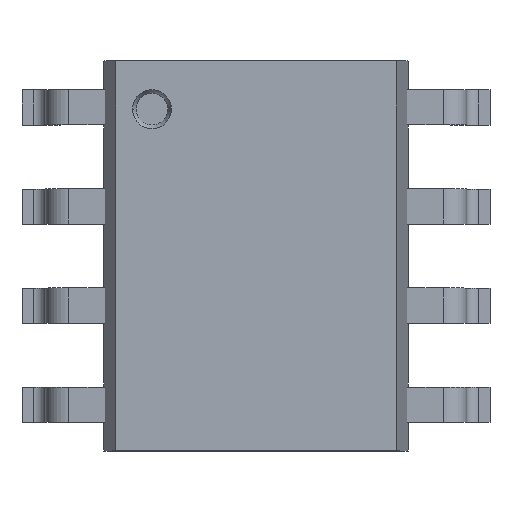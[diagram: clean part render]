
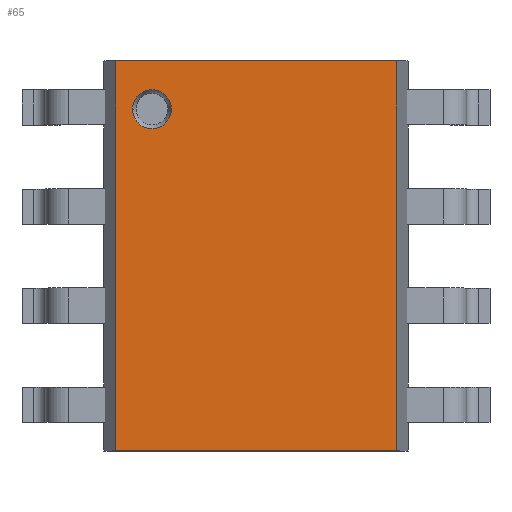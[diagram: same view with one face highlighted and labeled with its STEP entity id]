
A CAD part, top view. The second image highlights one B-rep face of the part: STEP entity #65.
In plain terms, the highlighted planar face has unit normal (0, 0, 1).
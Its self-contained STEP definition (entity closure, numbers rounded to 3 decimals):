
#40 = VERTEX_POINT ( 'NONE', #1691 ) ;
#65 = ADVANCED_FACE ( 'NONE', ( #3541, #3872 ), #2049, .F. ) ;
#96 = EDGE_CURVE ( 'NONE', #2468, #2244, #2846, .T. ) ;
#199 = DIRECTION ( 'NONE',  ( 1., 0., 0. ) ) ;
#225 = EDGE_CURVE ( 'NONE', #40, #1108, #2218, .T. ) ;
#272 = ORIENTED_EDGE ( 'NONE', *, *, #1715, .T. ) ;
#398 = EDGE_CURVE ( 'NONE', #971, #1108, #3546, .T. ) ;
#538 = ORIENTED_EDGE ( 'NONE', *, *, #398, .F. ) ;
#552 = CARTESIAN_POINT ( 'NONE',  ( -1.95, -2.5, 1.8 ) ) ;
#623 = CARTESIAN_POINT ( 'NONE',  ( -1.584, 1.88, 1.8 ) ) ;
#641 = ORIENTED_EDGE ( 'NONE', *, *, #646, .T. ) ;
#646 = EDGE_CURVE ( 'NONE', #1273, #40, #2694, .T. ) ;
#769 = EDGE_LOOP ( 'NONE', ( #538, #272, #641, #3786 ) ) ;
#774 = CARTESIAN_POINT ( 'NONE',  ( 1.95, 2.5, 1.8 ) ) ;
#777 = CARTESIAN_POINT ( 'NONE',  ( -1.8, -2.501, 1.8 ) ) ;
#816 = EDGE_CURVE ( 'NONE', #2244, #2468, #2618, .T. ) ;
#848 = CARTESIAN_POINT ( 'NONE',  ( -1.8, 2.5, 1.8 ) ) ;
#889 = CARTESIAN_POINT ( 'NONE',  ( 1.8, -2.501, 1.8 ) ) ;
#971 = VERTEX_POINT ( 'NONE', #1701 ) ;
#1059 = DIRECTION ( 'NONE',  ( 0., -1., 0. ) ) ;
#1108 = VERTEX_POINT ( 'NONE', #848 ) ;
#1166 = VECTOR ( 'NONE', #3876, 1000. ) ;
#1273 = VERTEX_POINT ( 'NONE', #3383 ) ;
#1366 = DIRECTION ( 'NONE',  ( 0., 0., -1. ) ) ;
#1390 = VECTOR ( 'NONE', #2359, 1000. ) ;
#1481 = AXIS2_PLACEMENT_3D ( 'NONE', #774, #1366, #1059 ) ;
#1623 = CARTESIAN_POINT ( 'NONE',  ( -1.334, 1.88, 1.8 ) ) ;
#1650 = AXIS2_PLACEMENT_3D ( 'NONE', #1623, #3139, #3780 ) ;
#1691 = CARTESIAN_POINT ( 'NONE',  ( 1.8, 2.5, 1.8 ) ) ;
#1701 = CARTESIAN_POINT ( 'NONE',  ( -1.8, -2.5, 1.8 ) ) ;
#1702 = ORIENTED_EDGE ( 'NONE', *, *, #816, .F. ) ;
#1715 = EDGE_CURVE ( 'NONE', #971, #1273, #3302, .T. ) ;
#2031 = CARTESIAN_POINT ( 'NONE',  ( -1.084, 1.88, 1.8 ) ) ;
#2049 = PLANE ( 'NONE',  #1481 ) ;
#2184 = ORIENTED_EDGE ( 'NONE', *, *, #96, .F. ) ;
#2218 = LINE ( 'NONE', #3413, #2777 ) ;
#2244 = VERTEX_POINT ( 'NONE', #2031 ) ;
#2359 = DIRECTION ( 'NONE',  ( 1., 0., 0. ) ) ;
#2468 = VERTEX_POINT ( 'NONE', #623 ) ;
#2514 = AXIS2_PLACEMENT_3D ( 'NONE', #2962, #3892, #199 ) ;
#2618 = CIRCLE ( 'NONE', #1650, 0.25 ) ;
#2694 = LINE ( 'NONE', #889, #3801 ) ;
#2730 = DIRECTION ( 'NONE',  ( 0., 1., 0. ) ) ;
#2777 = VECTOR ( 'NONE', #2870, 1000. ) ;
#2846 = CIRCLE ( 'NONE', #2514, 0.25 ) ;
#2870 = DIRECTION ( 'NONE',  ( -1., 0., 0. ) ) ;
#2962 = CARTESIAN_POINT ( 'NONE',  ( -1.334, 1.88, 1.8 ) ) ;
#3052 = EDGE_LOOP ( 'NONE', ( #1702, #2184 ) ) ;
#3139 = DIRECTION ( 'NONE',  ( 0., 0., 1. ) ) ;
#3302 = LINE ( 'NONE', #552, #1390 ) ;
#3383 = CARTESIAN_POINT ( 'NONE',  ( 1.8, -2.5, 1.8 ) ) ;
#3413 = CARTESIAN_POINT ( 'NONE',  ( -1.95, 2.5, 1.8 ) ) ;
#3541 = FACE_OUTER_BOUND ( 'NONE', #769, .T. ) ;
#3546 = LINE ( 'NONE', #777, #1166 ) ;
#3780 = DIRECTION ( 'NONE',  ( 1., 0., 0. ) ) ;
#3786 = ORIENTED_EDGE ( 'NONE', *, *, #225, .T. ) ;
#3801 = VECTOR ( 'NONE', #2730, 1000. ) ;
#3872 = FACE_BOUND ( 'NONE', #3052, .T. ) ;
#3876 = DIRECTION ( 'NONE',  ( 0., 1., 0. ) ) ;
#3892 = DIRECTION ( 'NONE',  ( 0., 0., 1. ) ) ;
